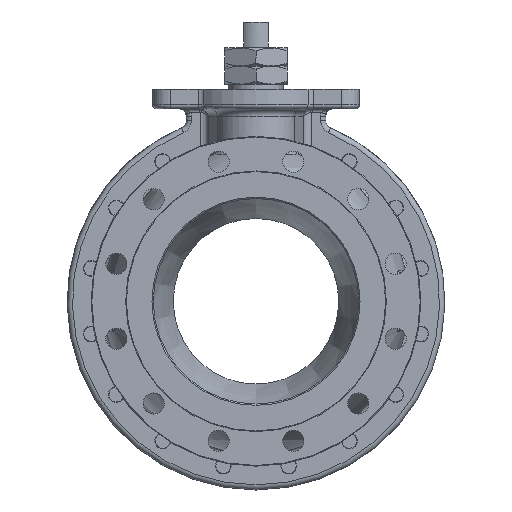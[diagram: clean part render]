
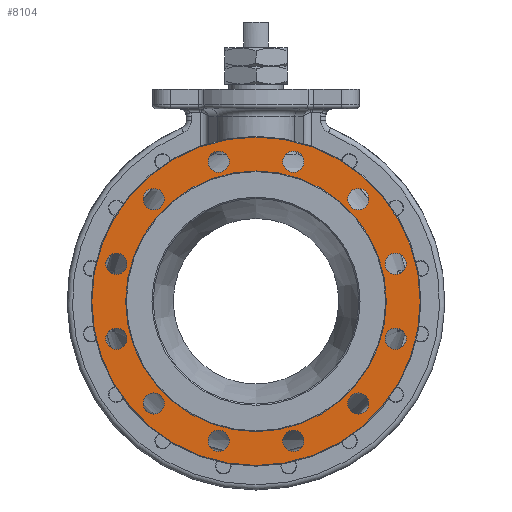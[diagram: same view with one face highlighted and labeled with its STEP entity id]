
A CAD part, left-side view. The second image highlights one B-rep face of the part: STEP entity #8104.
In plain terms, the highlighted planar face has unit normal (-1, 0, 0).
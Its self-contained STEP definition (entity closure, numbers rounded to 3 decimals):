
#817=FACE_BOUND('',#1834,.T.);
#818=FACE_BOUND('',#1835,.T.);
#819=FACE_BOUND('',#1836,.T.);
#820=FACE_BOUND('',#1837,.T.);
#821=FACE_BOUND('',#1838,.T.);
#822=FACE_BOUND('',#1839,.T.);
#823=FACE_BOUND('',#1840,.T.);
#824=FACE_BOUND('',#1841,.T.);
#825=FACE_BOUND('',#1842,.T.);
#826=FACE_BOUND('',#1843,.T.);
#827=FACE_BOUND('',#1844,.T.);
#828=FACE_BOUND('',#1845,.T.);
#829=FACE_BOUND('',#1846,.T.);
#1247=FACE_OUTER_BOUND('',#1833,.T.);
#1833=EDGE_LOOP('',(#5889));
#1834=EDGE_LOOP('',(#5890));
#1835=EDGE_LOOP('',(#5891));
#1836=EDGE_LOOP('',(#5892));
#1837=EDGE_LOOP('',(#5893));
#1838=EDGE_LOOP('',(#5894));
#1839=EDGE_LOOP('',(#5895));
#1840=EDGE_LOOP('',(#5896));
#1841=EDGE_LOOP('',(#5897));
#1842=EDGE_LOOP('',(#5898));
#1843=EDGE_LOOP('',(#5899));
#1844=EDGE_LOOP('',(#5900));
#1845=EDGE_LOOP('',(#5901));
#1846=EDGE_LOOP('',(#5902));
#2556=CIRCLE('',#8604,13.);
#2558=CIRCLE('',#8607,13.);
#2560=CIRCLE('',#8610,13.);
#2562=CIRCLE('',#8613,13.);
#2564=CIRCLE('',#8616,13.);
#2566=CIRCLE('',#8619,13.);
#2568=CIRCLE('',#8622,13.);
#2570=CIRCLE('',#8625,13.);
#2572=CIRCLE('',#8628,13.);
#2574=CIRCLE('',#8631,13.);
#2576=CIRCLE('',#8634,13.);
#2578=CIRCLE('',#8637,13.);
#2661=CIRCLE('',#8743,201.7);
#2662=CIRCLE('',#8744,160.);
#3997=VERTEX_POINT('',#11962);
#3999=VERTEX_POINT('',#11967);
#4001=VERTEX_POINT('',#11972);
#4003=VERTEX_POINT('',#11977);
#4005=VERTEX_POINT('',#11982);
#4007=VERTEX_POINT('',#11987);
#4009=VERTEX_POINT('',#11992);
#4011=VERTEX_POINT('',#11997);
#4013=VERTEX_POINT('',#12002);
#4015=VERTEX_POINT('',#12007);
#4017=VERTEX_POINT('',#12012);
#4019=VERTEX_POINT('',#12017);
#4110=VERTEX_POINT('',#12466);
#4111=VERTEX_POINT('',#12468);
#4722=EDGE_CURVE('',#3997,#3997,#2556,.T.);
#4724=EDGE_CURVE('',#3999,#3999,#2558,.T.);
#4726=EDGE_CURVE('',#4001,#4001,#2560,.T.);
#4728=EDGE_CURVE('',#4003,#4003,#2562,.T.);
#4730=EDGE_CURVE('',#4005,#4005,#2564,.T.);
#4732=EDGE_CURVE('',#4007,#4007,#2566,.T.);
#4734=EDGE_CURVE('',#4009,#4009,#2568,.T.);
#4736=EDGE_CURVE('',#4011,#4011,#2570,.T.);
#4738=EDGE_CURVE('',#4013,#4013,#2572,.T.);
#4740=EDGE_CURVE('',#4015,#4015,#2574,.T.);
#4742=EDGE_CURVE('',#4017,#4017,#2576,.T.);
#4744=EDGE_CURVE('',#4019,#4019,#2578,.T.);
#4839=EDGE_CURVE('',#4110,#4110,#2661,.T.);
#4840=EDGE_CURVE('',#4111,#4111,#2662,.T.);
#5889=ORIENTED_EDGE('',*,*,#4839,.F.);
#5890=ORIENTED_EDGE('',*,*,#4722,.T.);
#5891=ORIENTED_EDGE('',*,*,#4724,.T.);
#5892=ORIENTED_EDGE('',*,*,#4726,.T.);
#5893=ORIENTED_EDGE('',*,*,#4728,.T.);
#5894=ORIENTED_EDGE('',*,*,#4730,.T.);
#5895=ORIENTED_EDGE('',*,*,#4732,.T.);
#5896=ORIENTED_EDGE('',*,*,#4734,.T.);
#5897=ORIENTED_EDGE('',*,*,#4736,.T.);
#5898=ORIENTED_EDGE('',*,*,#4738,.T.);
#5899=ORIENTED_EDGE('',*,*,#4740,.T.);
#5900=ORIENTED_EDGE('',*,*,#4742,.T.);
#5901=ORIENTED_EDGE('',*,*,#4744,.T.);
#5902=ORIENTED_EDGE('',*,*,#4840,.T.);
#7841=PLANE('',#8742);
#8104=ADVANCED_FACE('',(#1247,#817,#818,#819,#820,#821,#822,#823,#824,#825,
#826,#827,#828,#829),#7841,.F.);
#8604=AXIS2_PLACEMENT_3D('',#11963,#9559,#9560);
#8607=AXIS2_PLACEMENT_3D('',#11968,#9565,#9566);
#8610=AXIS2_PLACEMENT_3D('',#11973,#9571,#9572);
#8613=AXIS2_PLACEMENT_3D('',#11978,#9577,#9578);
#8616=AXIS2_PLACEMENT_3D('',#11983,#9583,#9584);
#8619=AXIS2_PLACEMENT_3D('',#11988,#9589,#9590);
#8622=AXIS2_PLACEMENT_3D('',#11993,#9595,#9596);
#8625=AXIS2_PLACEMENT_3D('',#11998,#9601,#9602);
#8628=AXIS2_PLACEMENT_3D('',#12003,#9607,#9608);
#8631=AXIS2_PLACEMENT_3D('',#12008,#9613,#9614);
#8634=AXIS2_PLACEMENT_3D('',#12013,#9619,#9620);
#8637=AXIS2_PLACEMENT_3D('',#12018,#9625,#9626);
#8742=AXIS2_PLACEMENT_3D('',#12465,#9836,#9837);
#8743=AXIS2_PLACEMENT_3D('',#12467,#9838,#9839);
#8744=AXIS2_PLACEMENT_3D('',#12469,#9840,#9841);
#9559=DIRECTION('center_axis',(1.,0.,0.));
#9560=DIRECTION('ref_axis',(0.,0.5,0.866));
#9565=DIRECTION('center_axis',(1.,0.,0.));
#9566=DIRECTION('ref_axis',(0.,0.866,0.5));
#9571=DIRECTION('center_axis',(1.,0.,0.));
#9572=DIRECTION('ref_axis',(0.,1.,0.));
#9577=DIRECTION('center_axis',(1.,0.,0.));
#9578=DIRECTION('ref_axis',(0.,0.866,-0.5));
#9583=DIRECTION('center_axis',(1.,0.,0.));
#9584=DIRECTION('ref_axis',(0.,0.5,-0.866));
#9589=DIRECTION('center_axis',(1.,0.,0.));
#9590=DIRECTION('ref_axis',(0.,0.,-1.));
#9595=DIRECTION('center_axis',(1.,0.,0.));
#9596=DIRECTION('ref_axis',(0.,-0.5,-0.866));
#9601=DIRECTION('center_axis',(1.,0.,0.));
#9602=DIRECTION('ref_axis',(0.,-0.866,-0.5));
#9607=DIRECTION('center_axis',(1.,0.,0.));
#9608=DIRECTION('ref_axis',(0.,-1.,0.));
#9613=DIRECTION('center_axis',(1.,0.,0.));
#9614=DIRECTION('ref_axis',(0.,-0.866,0.5));
#9619=DIRECTION('center_axis',(1.,0.,0.));
#9620=DIRECTION('ref_axis',(0.,-0.5,0.866));
#9625=DIRECTION('center_axis',(1.,0.,0.));
#9626=DIRECTION('ref_axis',(0.,0.,1.));
#9836=DIRECTION('center_axis',(1.,0.,0.));
#9837=DIRECTION('ref_axis',(0.,0.,-1.));
#9838=DIRECTION('center_axis',(1.,0.,0.));
#9839=DIRECTION('ref_axis',(0.,0.,-1.));
#9840=DIRECTION('center_axis',(1.,0.,0.));
#9841=DIRECTION('ref_axis',(0.,0.,1.));
#11962=CARTESIAN_POINT('',(-227.,132.011,136.77));
#11963=CARTESIAN_POINT('Origin',(-227.,125.511,125.511));
#11967=CARTESIAN_POINT('',(-227.,182.71,52.44));
#11968=CARTESIAN_POINT('Origin',(-227.,171.452,45.94));
#11972=CARTESIAN_POINT('',(-227.,184.452,-45.94));
#11973=CARTESIAN_POINT('Origin',(-227.,171.452,-45.94));
#11977=CARTESIAN_POINT('',(-227.,136.77,-132.011));
#11978=CARTESIAN_POINT('Origin',(-227.,125.511,-125.511));
#11982=CARTESIAN_POINT('',(-227.,52.44,-182.71));
#11983=CARTESIAN_POINT('Origin',(-227.,45.94,-171.452));
#11987=CARTESIAN_POINT('',(-227.,-45.94,-184.452));
#11988=CARTESIAN_POINT('Origin',(-227.,-45.94,-171.452));
#11992=CARTESIAN_POINT('',(-227.,-132.011,-136.77));
#11993=CARTESIAN_POINT('Origin',(-227.,-125.511,-125.511));
#11997=CARTESIAN_POINT('',(-227.,-182.71,-52.44));
#11998=CARTESIAN_POINT('Origin',(-227.,-171.452,-45.94));
#12002=CARTESIAN_POINT('',(-227.,-184.452,45.94));
#12003=CARTESIAN_POINT('Origin',(-227.,-171.452,45.94));
#12007=CARTESIAN_POINT('',(-227.,-136.77,132.011));
#12008=CARTESIAN_POINT('Origin',(-227.,-125.511,125.511));
#12012=CARTESIAN_POINT('',(-227.,-52.44,182.71));
#12013=CARTESIAN_POINT('Origin',(-227.,-45.94,171.452));
#12017=CARTESIAN_POINT('',(-227.,45.94,184.452));
#12018=CARTESIAN_POINT('Origin',(-227.,45.94,171.452));
#12465=CARTESIAN_POINT('Origin',(-227.,0.,181.25));
#12466=CARTESIAN_POINT('',(-227.,0.,201.7));
#12467=CARTESIAN_POINT('Origin',(-227.,0.,0.));
#12468=CARTESIAN_POINT('',(-227.,0.,160.));
#12469=CARTESIAN_POINT('Origin',(-227.,0.,0.));
